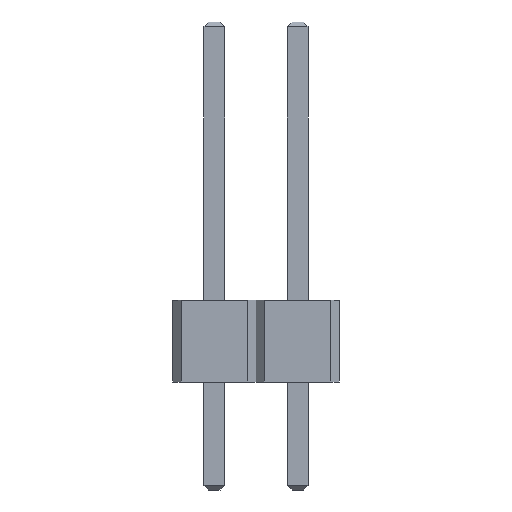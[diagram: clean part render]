
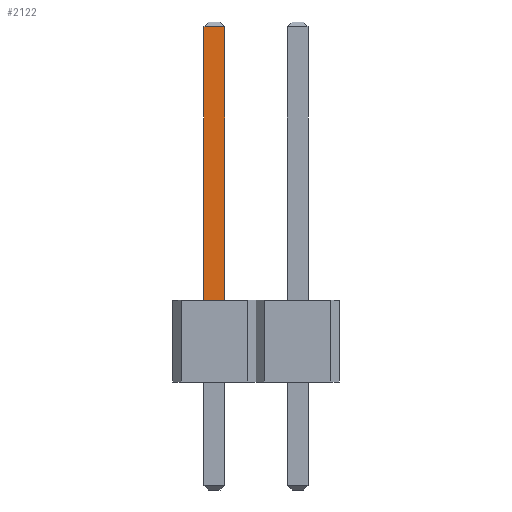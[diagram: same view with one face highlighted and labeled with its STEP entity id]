
A CAD part, left-side view. The second image highlights one B-rep face of the part: STEP entity #2122.
In plain terms, the highlighted face is planar.
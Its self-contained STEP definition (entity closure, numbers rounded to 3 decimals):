
#111 = PLANE('',#112);
#112 = AXIS2_PLACEMENT_3D('',#113,#114,#115);
#113 = CARTESIAN_POINT('',(1.27,0.,2.5));
#114 = DIRECTION('',(0.,0.,1.));
#115 = DIRECTION('',(1.,0.,0.));
#1103 = VERTEX_POINT('',#1104);
#1104 = CARTESIAN_POINT('',(0.32,-0.32,2.5));
#1117 = PLANE('',#1118);
#1118 = AXIS2_PLACEMENT_3D('',#1119,#1120,#1121);
#1119 = CARTESIAN_POINT('',(0.32,-0.32,-3.3));
#1120 = DIRECTION('',(-1.,0.,0.));
#1121 = DIRECTION('',(0.,1.,0.));
#1128 = EDGE_CURVE('',#1103,#1129,#1131,.T.);
#1129 = VERTEX_POINT('',#1130);
#1130 = CARTESIAN_POINT('',(-0.32,-0.32,2.5));
#1131 = SURFACE_CURVE('',#1132,(#1136,#1142),.PCURVE_S1.);
#1132 = LINE('',#1133,#1134);
#1133 = CARTESIAN_POINT('',(0.475,-0.32,2.5));
#1134 = VECTOR('',#1135,1.);
#1135 = DIRECTION('',(-1.,0.,0.));
#1136 = PCURVE('',#111,#1137);
#1137 = DEFINITIONAL_REPRESENTATION('',(#1138),#1141);
#1138 = B_SPLINE_CURVE_WITH_KNOTS('',1,(#1139,#1140),.UNSPECIFIED.,.F.,
  .F.,(2,2),(0.091,0.859),.PIECEWISE_BEZIER_KNOTS.);
#1139 = CARTESIAN_POINT('',(-0.886,-0.32));
#1140 = CARTESIAN_POINT('',(-1.654,-0.32));
#1141 = ( GEOMETRIC_REPRESENTATION_CONTEXT(2) 
PARAMETRIC_REPRESENTATION_CONTEXT() REPRESENTATION_CONTEXT('2D SPACE',''
  ) );
#1142 = PCURVE('',#1143,#1148);
#1143 = PLANE('',#1144);
#1144 = AXIS2_PLACEMENT_3D('',#1145,#1146,#1147);
#1145 = CARTESIAN_POINT('',(-0.32,-0.32,-3.3));
#1146 = DIRECTION('',(0.,1.,0.));
#1147 = DIRECTION('',(1.,0.,0.));
#1148 = DEFINITIONAL_REPRESENTATION('',(#1149),#1152);
#1149 = B_SPLINE_CURVE_WITH_KNOTS('',1,(#1150,#1151),.UNSPECIFIED.,.F.,
  .F.,(2,2),(0.091,0.859),.PIECEWISE_BEZIER_KNOTS.);
#1150 = CARTESIAN_POINT('',(0.704,-5.8));
#1151 = CARTESIAN_POINT('',(-0.064,-5.8));
#1152 = ( GEOMETRIC_REPRESENTATION_CONTEXT(2) 
PARAMETRIC_REPRESENTATION_CONTEXT() REPRESENTATION_CONTEXT('2D SPACE',''
  ) );
#1167 = PLANE('',#1168);
#1168 = AXIS2_PLACEMENT_3D('',#1169,#1170,#1171);
#1169 = CARTESIAN_POINT('',(-0.32,0.32,-3.3));
#1170 = DIRECTION('',(1.,0.,0.));
#1171 = DIRECTION('',(0.,-1.,0.));
#2075 = VERTEX_POINT('',#2076);
#2076 = CARTESIAN_POINT('',(-0.32,-0.32,10.85));
#2102 = EDGE_CURVE('',#1129,#2075,#2103,.T.);
#2103 = SURFACE_CURVE('',#2104,(#2108,#2115),.PCURVE_S1.);
#2104 = LINE('',#2105,#2106);
#2105 = CARTESIAN_POINT('',(-0.32,-0.32,-3.3));
#2106 = VECTOR('',#2107,1.);
#2107 = DIRECTION('',(0.,0.,1.));
#2108 = PCURVE('',#1167,#2109);
#2109 = DEFINITIONAL_REPRESENTATION('',(#2110),#2114);
#2110 = LINE('',#2111,#2112);
#2111 = CARTESIAN_POINT('',(0.64,0.));
#2112 = VECTOR('',#2113,1.);
#2113 = DIRECTION('',(0.,-1.));
#2114 = ( GEOMETRIC_REPRESENTATION_CONTEXT(2) 
PARAMETRIC_REPRESENTATION_CONTEXT() REPRESENTATION_CONTEXT('2D SPACE',''
  ) );
#2115 = PCURVE('',#1143,#2116);
#2116 = DEFINITIONAL_REPRESENTATION('',(#2117),#2121);
#2117 = LINE('',#2118,#2119);
#2118 = CARTESIAN_POINT('',(0.,0.));
#2119 = VECTOR('',#2120,1.);
#2120 = DIRECTION('',(0.,-1.));
#2121 = ( GEOMETRIC_REPRESENTATION_CONTEXT(2) 
PARAMETRIC_REPRESENTATION_CONTEXT() REPRESENTATION_CONTEXT('2D SPACE',''
  ) );
#2122 = ADVANCED_FACE('',(#2123),#1143,.F.);
#2123 = FACE_BOUND('',#2124,.F.);
#2124 = EDGE_LOOP('',(#2125,#2126,#2127,#2155));
#2125 = ORIENTED_EDGE('',*,*,#1128,.T.);
#2126 = ORIENTED_EDGE('',*,*,#2102,.T.);
#2127 = ORIENTED_EDGE('',*,*,#2128,.T.);
#2128 = EDGE_CURVE('',#2075,#2129,#2131,.T.);
#2129 = VERTEX_POINT('',#2130);
#2130 = CARTESIAN_POINT('',(0.32,-0.32,10.85));
#2131 = SURFACE_CURVE('',#2132,(#2136,#2143),.PCURVE_S1.);
#2132 = LINE('',#2133,#2134);
#2133 = CARTESIAN_POINT('',(-0.32,-0.32,10.85));
#2134 = VECTOR('',#2135,1.);
#2135 = DIRECTION('',(1.,0.,0.));
#2136 = PCURVE('',#1143,#2137);
#2137 = DEFINITIONAL_REPRESENTATION('',(#2138),#2142);
#2138 = LINE('',#2139,#2140);
#2139 = CARTESIAN_POINT('',(0.,-14.15));
#2140 = VECTOR('',#2141,1.);
#2141 = DIRECTION('',(1.,0.));
#2142 = ( GEOMETRIC_REPRESENTATION_CONTEXT(2) 
PARAMETRIC_REPRESENTATION_CONTEXT() REPRESENTATION_CONTEXT('2D SPACE',''
  ) );
#2143 = PCURVE('',#2144,#2149);
#2144 = PLANE('',#2145);
#2145 = AXIS2_PLACEMENT_3D('',#2146,#2147,#2148);
#2146 = CARTESIAN_POINT('',(-0.32,-0.245,10.925));
#2147 = DIRECTION('',(0.,0.707,-0.707)
  );
#2148 = DIRECTION('',(-1.,0.,0.));
#2149 = DEFINITIONAL_REPRESENTATION('',(#2150),#2154);
#2150 = LINE('',#2151,#2152);
#2151 = CARTESIAN_POINT('',(-0.,-0.106));
#2152 = VECTOR('',#2153,1.);
#2153 = DIRECTION('',(-1.,0.));
#2154 = ( GEOMETRIC_REPRESENTATION_CONTEXT(2) 
PARAMETRIC_REPRESENTATION_CONTEXT() REPRESENTATION_CONTEXT('2D SPACE',''
  ) );
#2155 = ORIENTED_EDGE('',*,*,#2156,.F.);
#2156 = EDGE_CURVE('',#1103,#2129,#2157,.T.);
#2157 = SURFACE_CURVE('',#2158,(#2162,#2169),.PCURVE_S1.);
#2158 = LINE('',#2159,#2160);
#2159 = CARTESIAN_POINT('',(0.32,-0.32,-3.3));
#2160 = VECTOR('',#2161,1.);
#2161 = DIRECTION('',(0.,0.,1.));
#2162 = PCURVE('',#1143,#2163);
#2163 = DEFINITIONAL_REPRESENTATION('',(#2164),#2168);
#2164 = LINE('',#2165,#2166);
#2165 = CARTESIAN_POINT('',(0.64,0.));
#2166 = VECTOR('',#2167,1.);
#2167 = DIRECTION('',(0.,-1.));
#2168 = ( GEOMETRIC_REPRESENTATION_CONTEXT(2) 
PARAMETRIC_REPRESENTATION_CONTEXT() REPRESENTATION_CONTEXT('2D SPACE',''
  ) );
#2169 = PCURVE('',#1117,#2170);
#2170 = DEFINITIONAL_REPRESENTATION('',(#2171),#2175);
#2171 = LINE('',#2172,#2173);
#2172 = CARTESIAN_POINT('',(0.,0.));
#2173 = VECTOR('',#2174,1.);
#2174 = DIRECTION('',(0.,-1.));
#2175 = ( GEOMETRIC_REPRESENTATION_CONTEXT(2) 
PARAMETRIC_REPRESENTATION_CONTEXT() REPRESENTATION_CONTEXT('2D SPACE',''
  ) );
